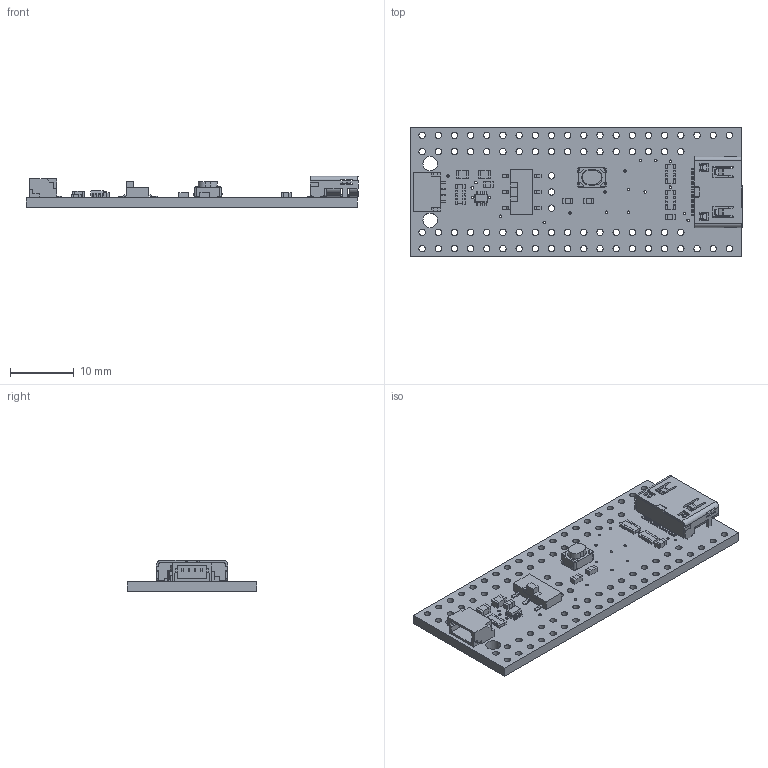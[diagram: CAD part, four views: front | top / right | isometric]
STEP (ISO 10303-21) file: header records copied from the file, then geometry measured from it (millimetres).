
FILE_DESCRIPTION(/* description */ (''),/* implementation_level */ '2;1');
FILE_NAME(/* name */ 'PCB Component.step',/* time_stamp */ '2024-05-24T10:33:45-04:00',/* author */ (''),/* organization */ (''),/* preprocessor_version */ 'ST-DEVELOPER v20',/* originating_system */ 'Autodesk Translation Framework v13.14.0.145',/* authorisation */ '');
FILE_SCHEMA (('AUTOMOTIVE_DESIGN { 1 0 10303 214 3 1 1 }'));
Length unit declared in the file: millimetre
Products named in the file (10): PCB Component; Board; STEMMA_I2C_QT; RKB2; 1uF; 10uF; 47151-0001; 10K Pack; BSS138; EG13
Assembly tree (15 placements, depth 2):
  PCB Component
    Board
    STEMMA_I2C_QT
    RKB2
    1uF  x4
    10uF  x2
    47151-0001
    10K Pack  x3
    BSS138
    EG13
Bounding box: 52.15 x 20.32 x 4.92 mm (x, y, z)
Volume: 1810.5 mm3; surface area: 3714.4 mm2
Topology: 22 solids, 22 shells, 1559 faces, 4299 edges, 2790 vertices
Faces by surface type: plane 1031, cylinder 472, sphere 28, torus 12, cone 12, bspline 4
Full cylindrical faces by diameter (mm): 0.3 x6, 0.394 x15, 0.4 x18, 0.5 x3, 0.8 x4, 1 x81, 2.286 x2
Entity records: 45204 total; most frequent: CARTESIAN_POINT 8080, ORIENTED_EDGE 7542, DIRECTION 7521, EDGE_CURVE 3771, LINE 2751, VECTOR 2751, VERTEX_POINT 2454, AXIS2_PLACEMENT_3D 2385
